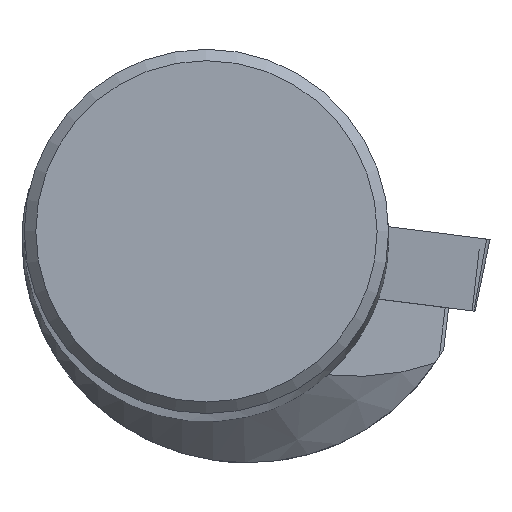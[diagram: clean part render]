
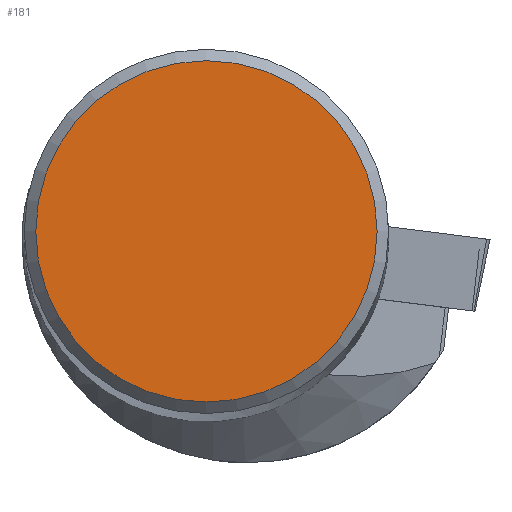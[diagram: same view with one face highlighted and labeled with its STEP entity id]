
A CAD part, top view. The second image highlights one B-rep face of the part: STEP entity #181.
In plain terms, the highlighted planar face has unit normal (0, 0, 1).
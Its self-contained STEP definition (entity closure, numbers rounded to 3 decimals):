
#144=FACE_OUTER_BOUND('',#355,.T.);
#181=ADVANCED_FACE('',(#144),#208,.T.);
#208=PLANE('',#890);
#355=EDGE_LOOP('',(#498));
#498=ORIENTED_EDGE('',*,*,#706,.F.);
#623=VERTEX_POINT('',#1478);
#706=EDGE_CURVE('',#623,#623,#747,.T.);
#747=CIRCLE('',#889,7.43);
#889=AXIS2_PLACEMENT_3D('',#1477,#1070,#1071);
#890=AXIS2_PLACEMENT_3D('',#1479,#1072,#1073);
#1070=DIRECTION('',(0.,0.,-1.));
#1071=DIRECTION('',(-1.,0.,0.));
#1072=DIRECTION('',(0.,0.,1.));
#1073=DIRECTION('',(-1.,0.,0.));
#1477=CARTESIAN_POINT('',(0.,0.,0.));
#1478=CARTESIAN_POINT('',(-7.43,0.,0.));
#1479=CARTESIAN_POINT('',(0.,0.,0.));
